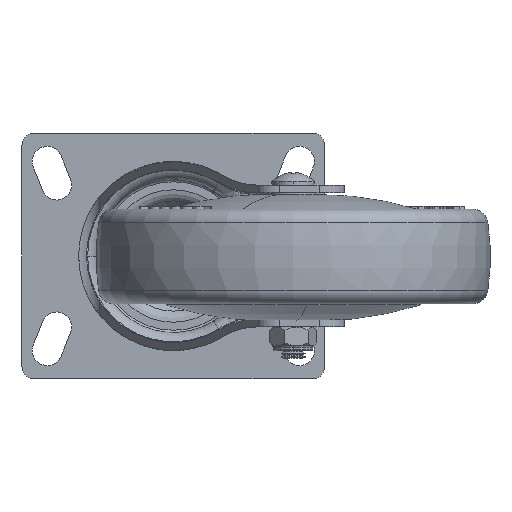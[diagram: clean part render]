
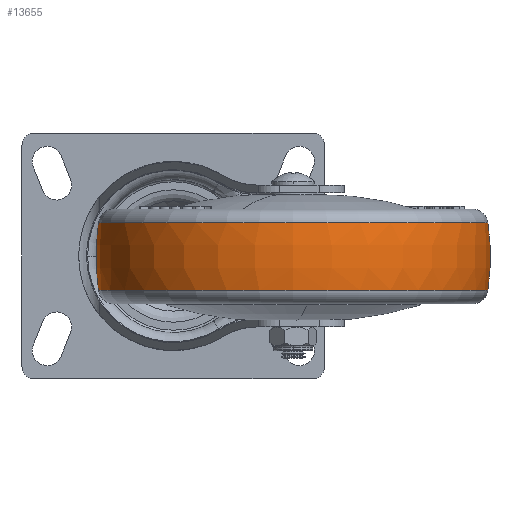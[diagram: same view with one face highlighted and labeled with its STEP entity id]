
A CAD part, front view. The second image highlights one B-rep face of the part: STEP entity #13655.
In plain terms, the highlighted toroidal (fillet/blend) face has major radius 13.25 mm and minor radius 75.75 mm.
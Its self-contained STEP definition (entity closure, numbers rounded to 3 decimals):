
#613 = AXIS2_PLACEMENT_3D ( 'NONE', #11167, #24905, #8847 ) ;
#1033 = EDGE_CURVE ( 'NONE', #24691, #6877, #10576, .T. ) ;
#2100 = AXIS2_PLACEMENT_3D ( 'NONE', #21543, #17226, #26227 ) ;
#3765 = CIRCLE ( 'NONE', #12620, 61.74 ) ;
#4816 = DIRECTION ( 'NONE',  ( 1., 0., 0. ) ) ;
#5218 = EDGE_LOOP ( 'NONE', ( #18096, #23513, #11775, #18827 ) ) ;
#6877 = VERTEX_POINT ( 'NONE', #15313 ) ;
#7005 = CARTESIAN_POINT ( 'NONE',  ( 38., -101.48, -0.158 ) ) ;
#7222 = CIRCLE ( 'NONE', #2100, 61.74 ) ;
#8060 = CARTESIAN_POINT ( 'NONE',  ( -23.74, -101.48, -10.865 ) ) ;
#8094 = DIRECTION ( 'NONE',  ( 0., 0., 1. ) ) ;
#8847 = DIRECTION ( 'NONE',  ( 0., 0., -1. ) ) ;
#9339 = TOROIDAL_SURFACE ( 'NONE', #15342, -13.25, 75.75 ) ;
#10576 = CIRCLE ( 'NONE', #613, 75.75 ) ;
#10810 = FACE_OUTER_BOUND ( 'NONE', #5218, .T. ) ;
#11167 = CARTESIAN_POINT ( 'NONE',  ( 24.75, -101.48, -0.158 ) ) ;
#11407 = DIRECTION ( 'NONE',  ( 0., 0., -1. ) ) ;
#11603 = EDGE_CURVE ( 'NONE', #6877, #27148, #3765, .T. ) ;
#11775 = ORIENTED_EDGE ( 'NONE', *, *, #11603, .T. ) ;
#12620 = AXIS2_PLACEMENT_3D ( 'NONE', #27455, #11407, #4816 ) ;
#13023 = AXIS2_PLACEMENT_3D ( 'NONE', #21126, #18294, #8094 ) ;
#13655 = ADVANCED_FACE ( 'NONE', ( #10810 ), #9339, .T. ) ;
#14579 = CARTESIAN_POINT ( 'NONE',  ( 99.74, -101.48, -10.865 ) ) ;
#14698 = CARTESIAN_POINT ( 'NONE',  ( -23.74, -101.48, 10.548 ) ) ;
#15313 = CARTESIAN_POINT ( 'NONE',  ( 99.74, -101.48, 10.548 ) ) ;
#15342 = AXIS2_PLACEMENT_3D ( 'NONE', #7005, #20974, #23237 ) ;
#17226 = DIRECTION ( 'NONE',  ( 0., 0., 1. ) ) ;
#18096 = ORIENTED_EDGE ( 'NONE', *, *, #21844, .T. ) ;
#18294 = DIRECTION ( 'NONE',  ( 0., 1., 0. ) ) ;
#18807 = VERTEX_POINT ( 'NONE', #8060 ) ;
#18827 = ORIENTED_EDGE ( 'NONE', *, *, #22855, .F. ) ;
#20974 = DIRECTION ( 'NONE',  ( 0., 0., 1. ) ) ;
#21126 = CARTESIAN_POINT ( 'NONE',  ( 51.25, -101.48, -0.158 ) ) ;
#21543 = CARTESIAN_POINT ( 'NONE',  ( 38., -101.48, -10.865 ) ) ;
#21844 = EDGE_CURVE ( 'NONE', #18807, #24691, #7222, .T. ) ;
#22855 = EDGE_CURVE ( 'NONE', #18807, #27148, #27572, .T. ) ;
#23237 = DIRECTION ( 'NONE',  ( -1., 0., 0. ) ) ;
#23513 = ORIENTED_EDGE ( 'NONE', *, *, #1033, .T. ) ;
#24691 = VERTEX_POINT ( 'NONE', #14579 ) ;
#24905 = DIRECTION ( 'NONE',  ( 0., -1., 0. ) ) ;
#26227 = DIRECTION ( 'NONE',  ( -1., 0., 0. ) ) ;
#27148 = VERTEX_POINT ( 'NONE', #14698 ) ;
#27455 = CARTESIAN_POINT ( 'NONE',  ( 38., -101.48, 10.548 ) ) ;
#27572 = CIRCLE ( 'NONE', #13023, 75.75 ) ;
